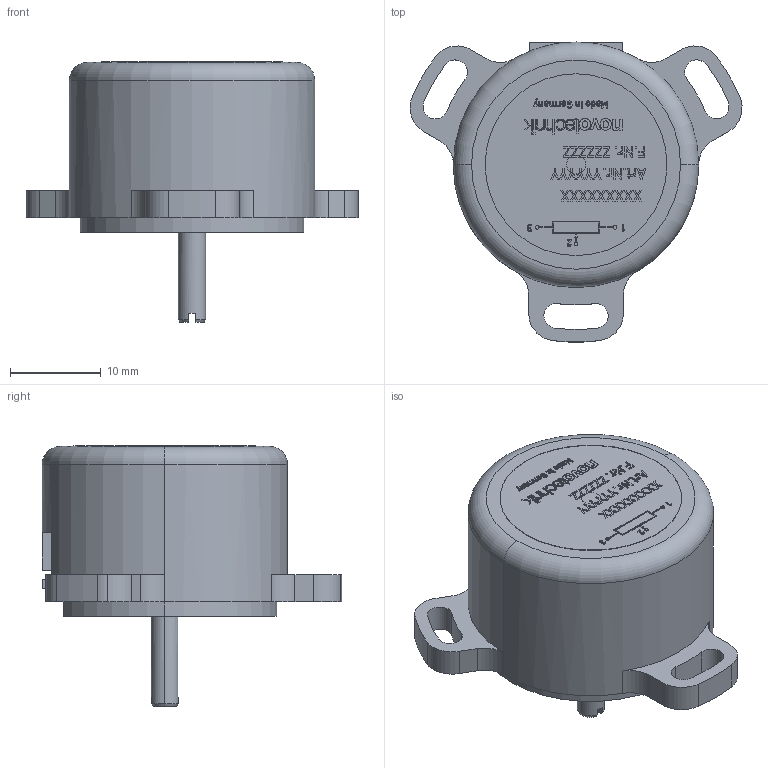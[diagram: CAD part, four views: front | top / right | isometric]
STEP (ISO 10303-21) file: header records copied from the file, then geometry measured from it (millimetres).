
FILE_DESCRIPTION (( 'STEP AP214' ), '1' );
FILE_NAME ('Baugruppe1.STEP', '2011-11-17T09:55:04', ( '' ), ( '' ), 'SwSTEP 2.0', 'SolidWorks 2010', '' );
FILE_SCHEMA (( 'AUTOMOTIVE_DESIGN' ));
Length unit declared in the file: millimetre
Products named in the file (1): Baugruppe1
Bounding box: 36.52 x 32.98 x 28.7 mm (x, y, z)
Volume: 7809.6 mm3; surface area: 5094.8 mm2
Topology: 1 solids, 5 shells, 1160 faces, 3154 edges, 2084 vertices
Faces by surface type: plane 757, bspline 275, cylinder 81, cone 18, torus 18, sphere 11
Entity records: 57489 total; most frequent: CARTESIAN_POINT 17244, ORIENTED_EDGE 6284, DIRECTION 4559, EDGE_CURVE 3142, VECTOR 2293, LINE 2293, VERTEX_POINT 2078, EDGE_LOOP 1252
